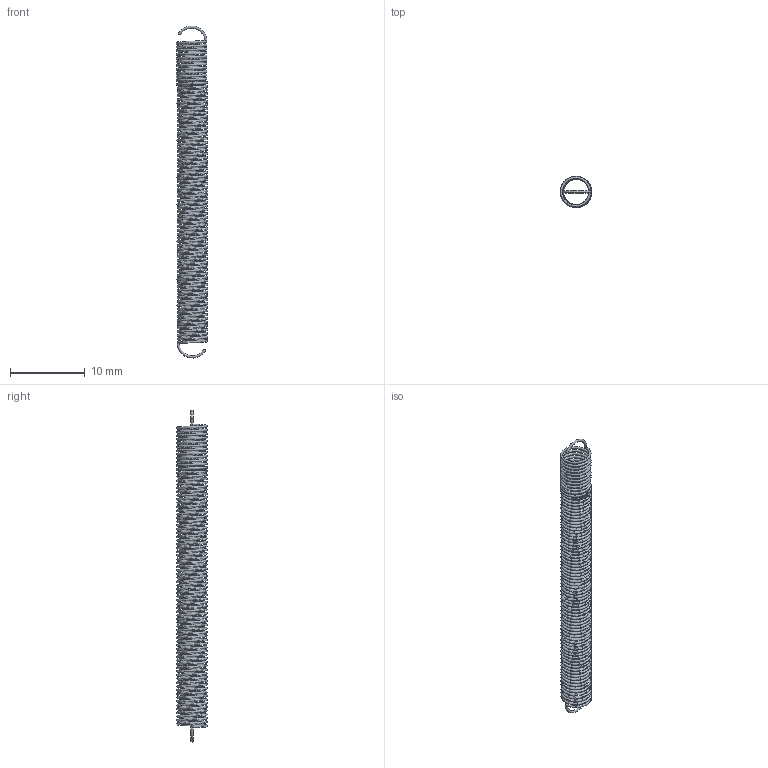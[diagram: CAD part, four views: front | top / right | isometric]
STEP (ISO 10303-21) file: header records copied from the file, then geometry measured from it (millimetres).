
FILE_DESCRIPTION(/* description */ (''),/* implementation_level */ '2;1');
FILE_NAME(/* name */ 'Tension Spring.step',/* time_stamp */ '2018-11-08T23:27:45-05:00',/* author */ ('will.donaldson22'),/* organization */ (''),/* preprocessor_version */ 'ST-DEVELOPER v17.2',/* originating_system */ 'Autodesk Translation Framework v7.6.0.251',/* authorisation */ '');
FILE_SCHEMA (('AUTOMOTIVE_DESIGN { 1 0 10303 214 3 1 1 }'));
Length unit declared in the file: millimetre
Products named in the file (1): Tension Spring
Bounding box: 4.2 x 4.11 x 44.34 mm (x, y, z)
Volume: 68.8 mm3; surface area: 918.7 mm2
Topology: 1 solids, 1 shells, 15 faces, 43 edges, 28 vertices
Faces by surface type: bspline 6, plane 5, sphere 2, torus 2
Entity records: 10027 total; most frequent: CARTESIAN_POINT 9672, ORIENTED_EDGE 82, DIRECTION 44, EDGE_CURVE 41, B_SPLINE_CURVE_WITH_KNOTS 29, VERTEX_POINT 28, AXIS2_PLACEMENT_3D 22, FACE_OUTER_BOUND 15
